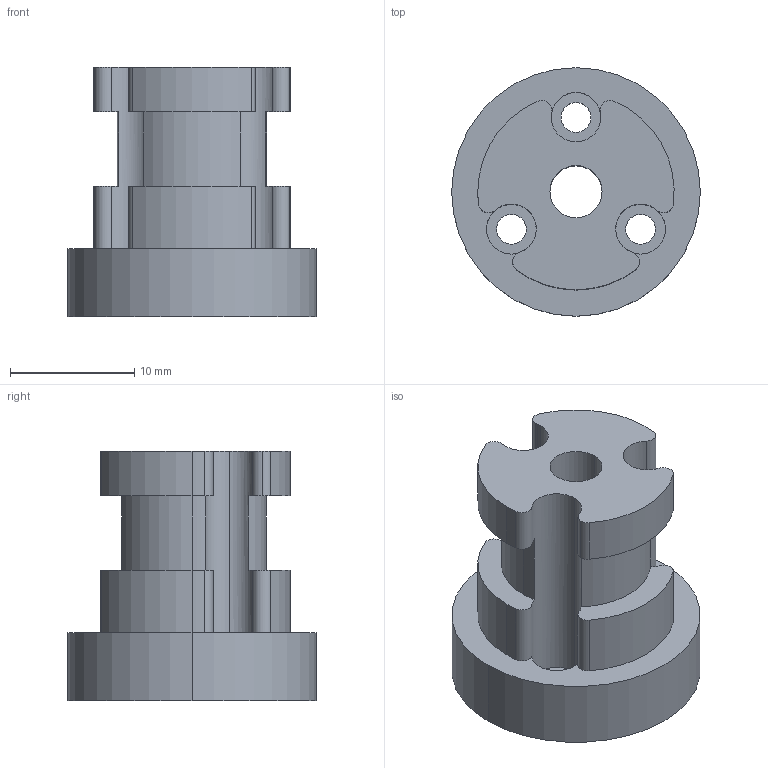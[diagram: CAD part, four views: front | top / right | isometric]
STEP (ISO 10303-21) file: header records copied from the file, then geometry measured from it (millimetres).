
FILE_DESCRIPTION (( 'STEP AP214' ), '1' );
FILE_NAME ('bmg_ad.STEP', '2024-12-13T10:30:05', ( '' ), ( '' ), 'SwSTEP 2.0', 'SolidWorks 2024', '' );
FILE_SCHEMA (( 'AUTOMOTIVE_DESIGN' ));
Length unit declared in the file: millimetre
Products named in the file (1): bmg_ad
Bounding box: 20 x 20 x 20.1 mm (x, y, z)
Volume: 3213.1 mm3; surface area: 2255 mm2
Topology: 1 solids, 1 shells, 58 faces, 165 edges, 110 vertices
Faces by surface type: cylinder 46, plane 12
Entity records: 1998 total; most frequent: DIRECTION 393, CARTESIAN_POINT 334, ORIENTED_EDGE 330, AXIS2_PLACEMENT_3D 169, EDGE_CURVE 165, CIRCLE 110, VERTEX_POINT 110, EDGE_LOOP 67
